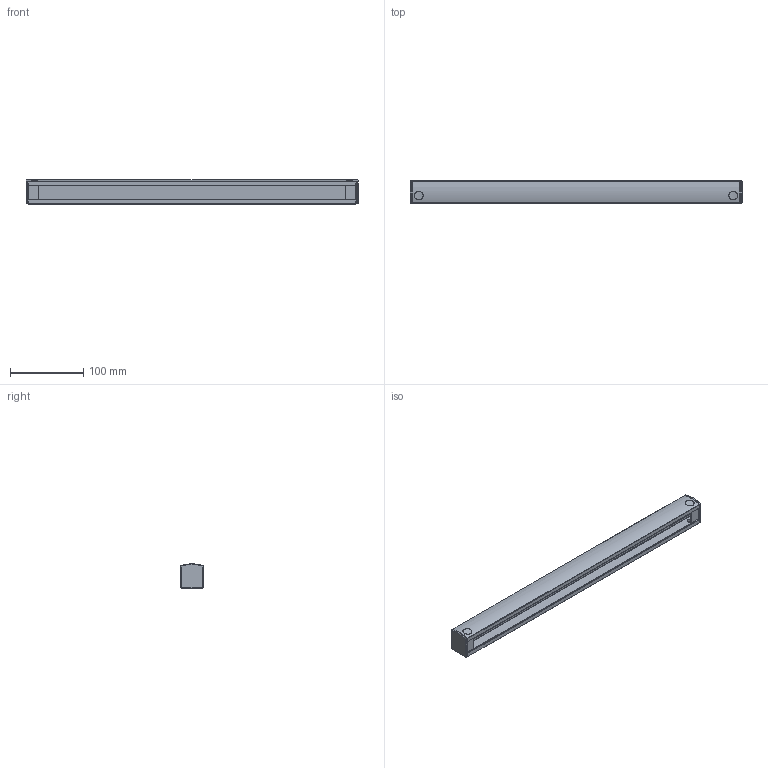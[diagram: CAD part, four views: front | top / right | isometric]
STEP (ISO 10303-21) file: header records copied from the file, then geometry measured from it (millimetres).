
FILE_DESCRIPTION(('CoCreate Modeling STEP Export'),'2;1');
FILE_NAME('T-Stop Gleitschiene-20526.stp','2011-04-27T14:41:36',(''),(''),'CoCreate Modeling STEP processor for AP214 (Solid Model)','CoCreate Modeling 17.0B 09-Oct-2010 (C) Parametric Technology GmbH','');
FILE_SCHEMA(('AUTOMOTIVE_DESIGN { 1 0 10303 214 1 1 1 1 }'));
Length unit declared in the file: millimetre
Products named in the file (2): 20521-2-0200
Assembly tree (1 placements, depth 2):
  20521-2-0200
    20521-2-0200
Bounding box: 452.5 x 30 x 33.2 mm (x, y, z)
Volume: 153855.6 mm3; surface area: 93298.2 mm2
Topology: 1 solids, 1 shells, 134 faces, 382 edges, 248 vertices
Faces by surface type: plane 66, cylinder 54, bspline 12, torus 2
Entity records: 7603 total; most frequent: CARTESIAN_POINT 4247, ORIENTED_EDGE 764, DIRECTION 603, EDGE_CURVE 382, VERTEX_POINT 248, VECTOR 211, LINE 211, AXIS2_PLACEMENT_3D 196
